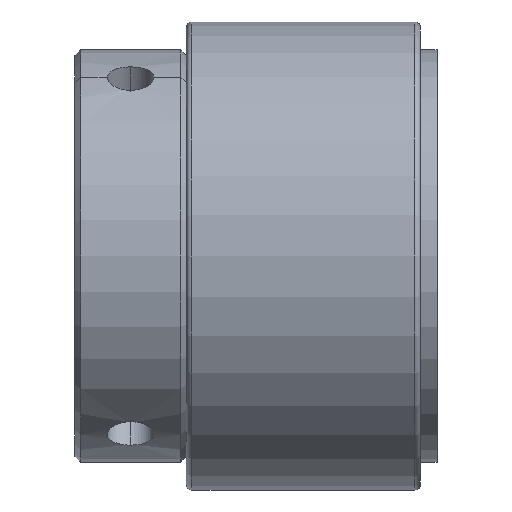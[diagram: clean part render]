
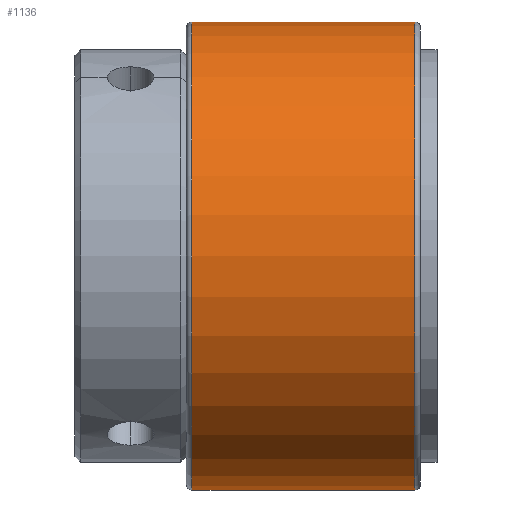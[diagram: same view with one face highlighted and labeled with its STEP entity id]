
A CAD part, left-side view. The second image highlights one B-rep face of the part: STEP entity #1136.
In plain terms, the highlighted cylindrical face has radius 21 mm (diameter 42 mm), a partial arc.
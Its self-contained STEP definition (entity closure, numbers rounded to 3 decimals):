
#49 = DIRECTION ( 'NONE',  ( 0., 0., 1. ) ) ;
#54 = VERTEX_POINT ( 'NONE', #1097 ) ;
#135 = ORIENTED_EDGE ( 'NONE', *, *, #2166, .F. ) ;
#142 = CARTESIAN_POINT ( 'NONE',  ( 0., 21., 0. ) ) ;
#247 = DIRECTION ( 'NONE',  ( 0., 0., 1. ) ) ;
#332 = DIRECTION ( 'NONE',  ( 0., -1., 0. ) ) ;
#361 = VECTOR ( 'NONE', #2123, 1000. ) ;
#395 = EDGE_LOOP ( 'NONE', ( #135, #2354, #734, #983 ) ) ;
#454 = VERTEX_POINT ( 'NONE', #1925 ) ;
#470 = CARTESIAN_POINT ( 'NONE',  ( 0., 20.5, 0. ) ) ;
#546 = CYLINDRICAL_SURFACE ( 'NONE', #2023, 21. ) ;
#619 = CARTESIAN_POINT ( 'NONE',  ( 0., 0.5, 0. ) ) ;
#641 = CARTESIAN_POINT ( 'NONE',  ( 0., 20.5, 21. ) ) ;
#707 = CIRCLE ( 'NONE', #2360, 21. ) ;
#734 = ORIENTED_EDGE ( 'NONE', *, *, #1563, .T. ) ;
#837 = VECTOR ( 'NONE', #2245, 1000. ) ;
#872 = DIRECTION ( 'NONE',  ( 0., 1., 0. ) ) ;
#983 = ORIENTED_EDGE ( 'NONE', *, *, #1820, .T. ) ;
#1097 = CARTESIAN_POINT ( 'NONE',  ( 0., 0.5, 21. ) ) ;
#1136 = ADVANCED_FACE ( 'NONE', ( #1209 ), #546, .T. ) ;
#1165 = DIRECTION ( 'NONE',  ( 0., 0., -1. ) ) ;
#1209 = FACE_OUTER_BOUND ( 'NONE', #395, .T. ) ;
#1370 = CARTESIAN_POINT ( 'NONE',  ( 0., 21., -21. ) ) ;
#1395 = VERTEX_POINT ( 'NONE', #641 ) ;
#1475 = CARTESIAN_POINT ( 'NONE',  ( 0., 0.5, -21. ) ) ;
#1563 = EDGE_CURVE ( 'NONE', #454, #2325, #2431, .T. ) ;
#1820 = EDGE_CURVE ( 'NONE', #2325, #54, #2176, .T. ) ;
#1903 = EDGE_CURVE ( 'NONE', #1395, #454, #707, .T. ) ;
#1925 = CARTESIAN_POINT ( 'NONE',  ( 0., 20.5, -21. ) ) ;
#2023 = AXIS2_PLACEMENT_3D ( 'NONE', #142, #332, #1165 ) ;
#2035 = AXIS2_PLACEMENT_3D ( 'NONE', #619, #872, #247 ) ;
#2123 = DIRECTION ( 'NONE',  ( 0., -1., 0. ) ) ;
#2139 = DIRECTION ( 'NONE',  ( 0., -1., 0. ) ) ;
#2166 = EDGE_CURVE ( 'NONE', #1395, #54, #2712, .T. ) ;
#2176 = CIRCLE ( 'NONE', #2035, 21. ) ;
#2245 = DIRECTION ( 'NONE',  ( 0., -1., 0. ) ) ;
#2325 = VERTEX_POINT ( 'NONE', #1475 ) ;
#2354 = ORIENTED_EDGE ( 'NONE', *, *, #1903, .T. ) ;
#2360 = AXIS2_PLACEMENT_3D ( 'NONE', #470, #2139, #49 ) ;
#2431 = LINE ( 'NONE', #1370, #837 ) ;
#2512 = CARTESIAN_POINT ( 'NONE',  ( 0., 21., 21. ) ) ;
#2712 = LINE ( 'NONE', #2512, #361 ) ;
